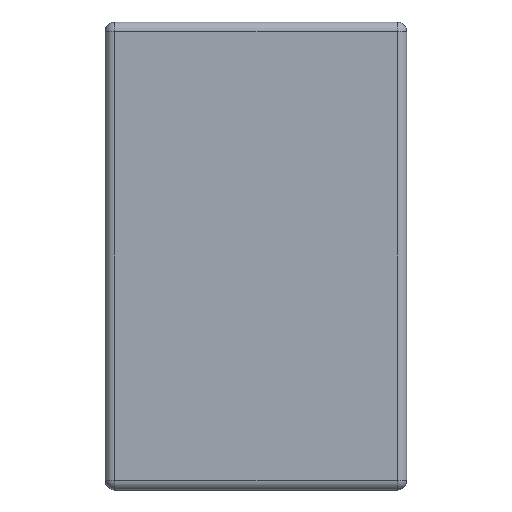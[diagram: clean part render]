
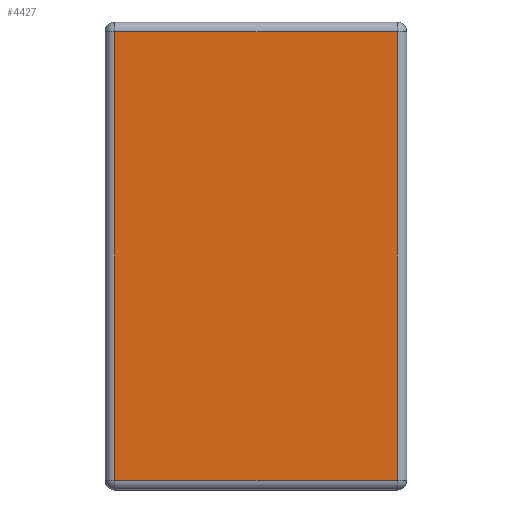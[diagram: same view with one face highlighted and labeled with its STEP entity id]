
A CAD part, left-side view. The second image highlights one B-rep face of the part: STEP entity #4427.
In plain terms, the highlighted planar face has unit normal (-1, 0, 0).
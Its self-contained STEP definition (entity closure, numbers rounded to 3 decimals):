
#244 = DIRECTION ( 'NONE',  ( -1., 0., 0. ) ) ;
#307 = VECTOR ( 'NONE', #817, 1000. ) ;
#321 = VERTEX_POINT ( 'NONE', #3866 ) ;
#351 = VECTOR ( 'NONE', #1256, 1000. ) ;
#357 = EDGE_CURVE ( 'NONE', #4391, #1990, #2601, .T. ) ;
#459 = CARTESIAN_POINT ( 'NONE',  ( 0., 0.032, 0. ) ) ;
#508 = ORIENTED_EDGE ( 'NONE', *, *, #2944, .T. ) ;
#521 = DIRECTION ( 'NONE',  ( 0., -1., 0. ) ) ;
#588 = ORIENTED_EDGE ( 'NONE', *, *, #357, .T. ) ;
#589 = DIRECTION ( 'NONE',  ( 0., 0., 1. ) ) ;
#817 = DIRECTION ( 'NONE',  ( 0., 0., 1. ) ) ;
#1207 = LINE ( 'NONE', #1366, #1471 ) ;
#1256 = DIRECTION ( 'NONE',  ( 0., 0., -1. ) ) ;
#1366 = CARTESIAN_POINT ( 'NONE',  ( 0., 1., -0.032 ) ) ;
#1437 = VERTEX_POINT ( 'NONE', #2652 ) ;
#1471 = VECTOR ( 'NONE', #2423, 1000. ) ;
#1634 = CARTESIAN_POINT ( 'NONE',  ( 0., 0.968, -1.518 ) ) ;
#1666 = CARTESIAN_POINT ( 'NONE',  ( 0., 0., 0. ) ) ;
#1966 = AXIS2_PLACEMENT_3D ( 'NONE', #1666, #244, #589 ) ;
#1990 = VERTEX_POINT ( 'NONE', #1634 ) ;
#1995 = PLANE ( 'NONE',  #1966 ) ;
#2423 = DIRECTION ( 'NONE',  ( 0., 1., 0. ) ) ;
#2507 = LINE ( 'NONE', #3335, #2607 ) ;
#2601 = LINE ( 'NONE', #4357, #351 ) ;
#2607 = VECTOR ( 'NONE', #521, 1000. ) ;
#2652 = CARTESIAN_POINT ( 'NONE',  ( 0., 0.032, -1.518 ) ) ;
#2669 = CARTESIAN_POINT ( 'NONE',  ( 0., 0.968, -0.032 ) ) ;
#2944 = EDGE_CURVE ( 'NONE', #1437, #321, #3889, .T. ) ;
#2988 = EDGE_CURVE ( 'NONE', #321, #4391, #1207, .T. ) ;
#3312 = ORIENTED_EDGE ( 'NONE', *, *, #2988, .T. ) ;
#3335 = CARTESIAN_POINT ( 'NONE',  ( 0., 0., -1.518 ) ) ;
#3354 = EDGE_CURVE ( 'NONE', #1990, #1437, #2507, .T. ) ;
#3382 = ORIENTED_EDGE ( 'NONE', *, *, #3354, .T. ) ;
#3866 = CARTESIAN_POINT ( 'NONE',  ( 0., 0.032, -0.032 ) ) ;
#3889 = LINE ( 'NONE', #459, #307 ) ;
#4020 = FACE_OUTER_BOUND ( 'NONE', #4068, .T. ) ;
#4068 = EDGE_LOOP ( 'NONE', ( #3382, #508, #3312, #588 ) ) ;
#4357 = CARTESIAN_POINT ( 'NONE',  ( 0., 0.968, -1.55 ) ) ;
#4391 = VERTEX_POINT ( 'NONE', #2669 ) ;
#4427 = ADVANCED_FACE ( 'NONE', ( #4020 ), #1995, .T. ) ;
